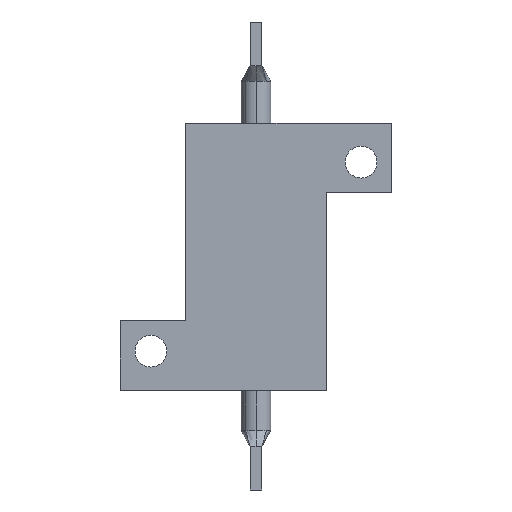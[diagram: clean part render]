
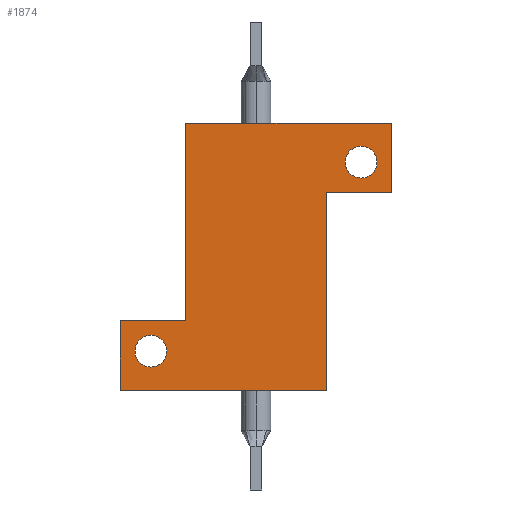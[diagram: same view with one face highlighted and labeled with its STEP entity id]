
A CAD part, front view. The second image highlights one B-rep face of the part: STEP entity #1874.
In plain terms, the highlighted planar face has unit normal (0, -1, 0).
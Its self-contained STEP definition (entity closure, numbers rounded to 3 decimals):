
#90=DIRECTION('',(1.,0.,0.));
#91=VECTOR('',#90,15.575);
#92=CARTESIAN_POINT('',(-5.325,-5.2,0.));
#93=LINE('',#92,#91);
#269=DIRECTION('',(1.,0.,0.));
#270=VECTOR('',#269,15.575);
#271=CARTESIAN_POINT('',(-10.25,-5.2,-20.2));
#272=LINE('',#271,#270);
#432=CARTESIAN_POINT('',(-7.95,-5.2,-17.25));
#433=DIRECTION('',(0.,1.,0.));
#434=DIRECTION('',(1.,0.,0.));
#435=AXIS2_PLACEMENT_3D('',#432,#433,#434);
#437=CARTESIAN_POINT('',(-7.95,-5.2,-17.25));
#438=DIRECTION('',(0.,1.,0.));
#439=DIRECTION('',(-1.,0.,0.));
#440=AXIS2_PLACEMENT_3D('',#437,#438,#439);
#442=CARTESIAN_POINT('',(7.95,-5.2,-2.95));
#443=DIRECTION('',(0.,1.,0.));
#444=DIRECTION('',(1.,0.,0.));
#445=AXIS2_PLACEMENT_3D('',#442,#443,#444);
#447=CARTESIAN_POINT('',(7.95,-5.2,-2.95));
#448=DIRECTION('',(0.,1.,0.));
#449=DIRECTION('',(-1.,0.,0.));
#450=AXIS2_PLACEMENT_3D('',#447,#448,#449);
#452=DIRECTION('',(0.,0.,1.));
#453=VECTOR('',#452,14.95);
#454=CARTESIAN_POINT('',(5.325,-5.2,-20.2));
#455=LINE('',#454,#453);
#456=DIRECTION('',(0.,0.,-1.));
#457=VECTOR('',#456,5.25);
#458=CARTESIAN_POINT('',(-10.25,-5.2,-14.95));
#459=LINE('',#458,#457);
#460=DIRECTION('',(1.,0.,0.));
#461=VECTOR('',#460,4.925);
#462=CARTESIAN_POINT('',(-10.25,-5.2,-14.95));
#463=LINE('',#462,#461);
#464=DIRECTION('',(0.,0.,-1.));
#465=VECTOR('',#464,14.95);
#466=CARTESIAN_POINT('',(-5.325,-5.2,0.));
#467=LINE('',#466,#465);
#468=DIRECTION('',(-1.,0.,0.));
#469=VECTOR('',#468,4.925);
#470=CARTESIAN_POINT('',(10.25,-5.2,-5.25));
#471=LINE('',#470,#469);
#554=DIRECTION('',(0.,0.,-1.));
#555=VECTOR('',#554,5.25);
#556=CARTESIAN_POINT('',(10.25,-5.2,0.));
#557=LINE('',#556,#555);
#1050=CARTESIAN_POINT('',(10.25,-5.2,0.));
#1052=VERTEX_POINT('',#1050);
#1055=CARTESIAN_POINT('',(-10.25,-5.2,-20.2));
#1057=VERTEX_POINT('',#1055);
#1070=CARTESIAN_POINT('',(-6.75,-5.2,-17.25));
#1071=CARTESIAN_POINT('',(-9.15,-5.2,-17.25));
#1072=VERTEX_POINT('',#1070);
#1073=VERTEX_POINT('',#1071);
#1131=CARTESIAN_POINT('',(-10.25,-5.2,-14.95));
#1133=VERTEX_POINT('',#1131);
#1134=CARTESIAN_POINT('',(9.15,-5.2,-2.95));
#1135=CARTESIAN_POINT('',(6.75,-5.2,-2.95));
#1136=VERTEX_POINT('',#1134);
#1137=VERTEX_POINT('',#1135);
#1138=CARTESIAN_POINT('',(5.325,-5.2,-20.2));
#1139=CARTESIAN_POINT('',(5.325,-5.2,-5.25));
#1140=VERTEX_POINT('',#1138);
#1141=VERTEX_POINT('',#1139);
#1142=CARTESIAN_POINT('',(10.25,-5.2,-5.25));
#1143=VERTEX_POINT('',#1142);
#1144=CARTESIAN_POINT('',(-5.325,-5.2,0.));
#1145=CARTESIAN_POINT('',(-5.325,-5.2,-14.95));
#1146=VERTEX_POINT('',#1144);
#1147=VERTEX_POINT('',#1145);
#1844=CARTESIAN_POINT('',(-10.25,-5.2,0.));
#1845=DIRECTION('',(0.,-1.,0.));
#1846=DIRECTION('',(1.,0.,0.));
#1847=AXIS2_PLACEMENT_3D('',#1844,#1845,#1846);
#1848=PLANE('',#1847);
#1850=ORIENTED_EDGE('',*,*,#1849,.F.);
#1851=ORIENTED_EDGE('',*,*,#1589,.F.);
#1853=ORIENTED_EDGE('',*,*,#1852,.F.);
#1855=ORIENTED_EDGE('',*,*,#1854,.T.);
#1856=ORIENTED_EDGE('',*,*,#1713,.F.);
#1857=ORIENTED_EDGE('',*,*,#1421,.T.);
#1859=ORIENTED_EDGE('',*,*,#1858,.T.);
#1861=ORIENTED_EDGE('',*,*,#1860,.T.);
#1862=EDGE_LOOP('',(#1850,#1851,#1853,#1855,#1856,#1857,#1859,#1861));
#1863=FACE_OUTER_BOUND('',#1862,.F.);
#1865=ORIENTED_EDGE('',*,*,#1864,.F.);
#1867=ORIENTED_EDGE('',*,*,#1866,.F.);
#1868=EDGE_LOOP('',(#1865,#1867));
#1869=FACE_BOUND('',#1868,.F.);
#1870=ORIENTED_EDGE('',*,*,#1824,.F.);
#1871=ORIENTED_EDGE('',*,*,#1838,.F.);
#1872=EDGE_LOOP('',(#1870,#1871));
#1873=FACE_BOUND('',#1872,.F.);
#436=CIRCLE('',#435,1.2);
#441=CIRCLE('',#440,1.2);
#446=CIRCLE('',#445,1.2);
#451=CIRCLE('',#450,1.2);
#1421=EDGE_CURVE('',#1146,#1052,#93,.T.);
#1589=EDGE_CURVE('',#1057,#1140,#272,.T.);
#1713=EDGE_CURVE('',#1146,#1147,#467,.T.);
#1824=EDGE_CURVE('',#1072,#1073,#436,.T.);
#1838=EDGE_CURVE('',#1073,#1072,#441,.T.);
#1849=EDGE_CURVE('',#1140,#1141,#455,.T.);
#1852=EDGE_CURVE('',#1133,#1057,#459,.T.);
#1854=EDGE_CURVE('',#1133,#1147,#463,.T.);
#1858=EDGE_CURVE('',#1052,#1143,#557,.T.);
#1860=EDGE_CURVE('',#1143,#1141,#471,.T.);
#1864=EDGE_CURVE('',#1136,#1137,#446,.T.);
#1866=EDGE_CURVE('',#1137,#1136,#451,.T.);
#1874=ADVANCED_FACE('',(#1863,#1869,#1873),#1848,.T.);
